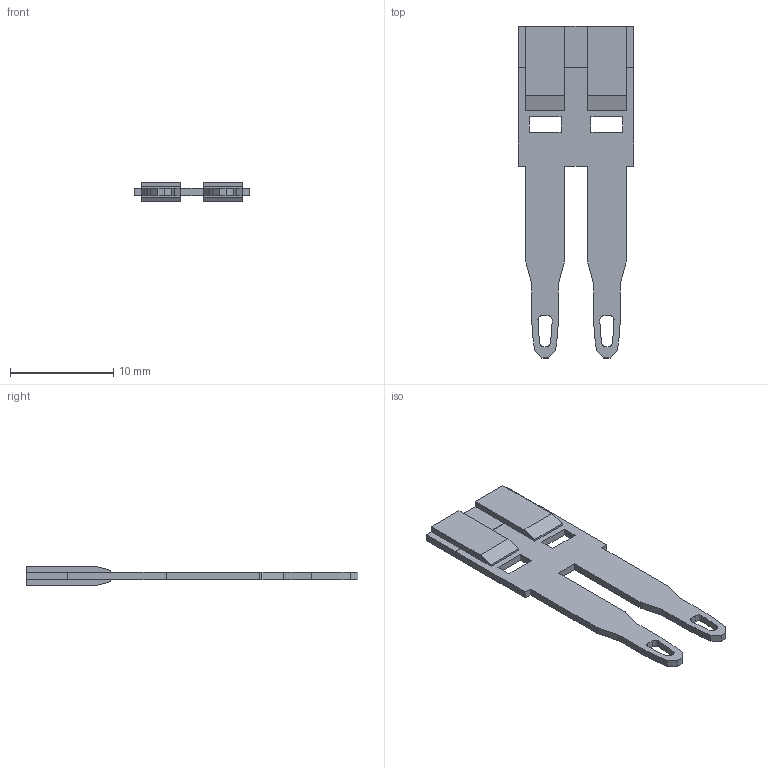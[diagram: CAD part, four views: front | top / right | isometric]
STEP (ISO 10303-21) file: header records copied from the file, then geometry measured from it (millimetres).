
FILE_DESCRIPTION((''),'2;1');
FILE_NAME('PTP0402R_ASM','2022-09-22T09:09:12',('klemen.sitar'),('Audax d.o.o.'),'CREO PARAMETRIC BY PTC INC, 2021304','CREO PARAMETRIC BY PTC INC, 2021304','');
FILE_SCHEMA(('AP242_MANAGED_MODEL_BASED_3D_ENGINEERING_MIM_LF { 1 0 10303 442 1 1 4 }'));
Length unit declared in the file: millimetre
Products named in the file (3): PTP0402R-28790; PTP0402R-28790_1; PTP0402R_ASM
Assembly tree (2 placements, depth 2):
  PTP0402R_ASM
    PTP0402R-28790
    PTP0402R-28790_1
Bounding box: 11.2 x 32.2 x 1.9 mm (x, y, z)
Volume: 248.1 mm3; surface area: 808.5 mm2
Topology: 2 solids, 2 shells, 96 faces, 268 edges, 176 vertices
Faces by surface type: plane 76, cylinder 16, extrusion 4
Entity records: 5233 total; most frequent: CARTESIAN_POINT 914, ORIENTED_EDGE 536, DIRECTION 496, PRESENTATION_STYLE_ASSIGNMENT 374, STYLED_ITEM 374, CURVE_STYLE 276, EDGE_CURVE 268, VECTOR 232
